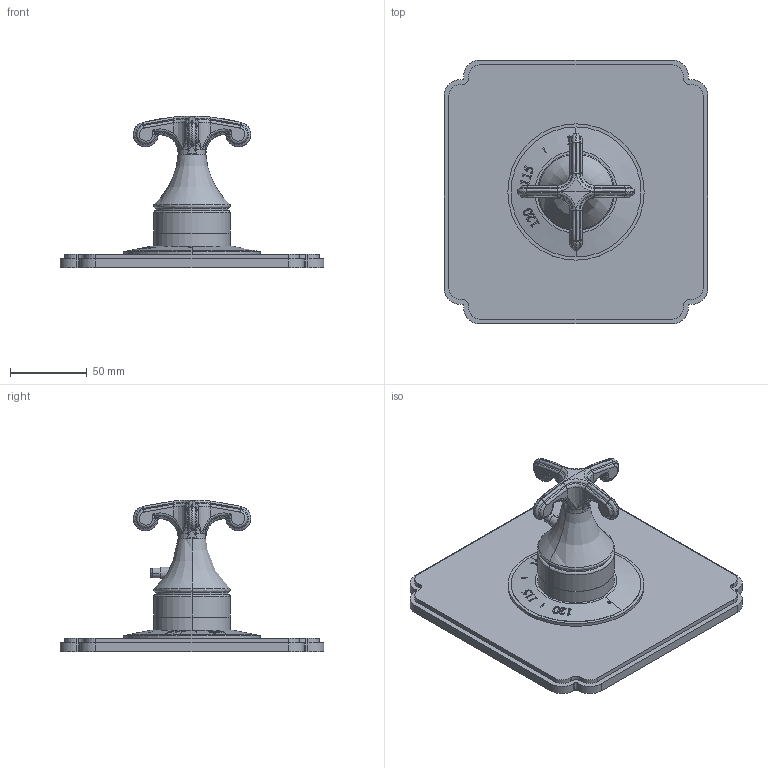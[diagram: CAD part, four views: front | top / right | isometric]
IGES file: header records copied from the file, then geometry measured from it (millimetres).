
Start section:  PTC IGES file: 3-2524ts.igs
Global section: file name: 3-2524ts.igs; native system: Creo Parametric by PTC Inc.; preprocessor: 2018400; author: jinson.thomas; organization: Unknown; date: 20201204.120349; units: inch
Bounding box: 171.45 x 171.45 x 98.5 mm (x, y, z)
Volume: 360690.7 mm3; surface area: 75233.9 mm2
Topology: 1 solids, 1 shells, 464 faces, 1147 edges, 697 vertices
Faces by surface type: bspline 262, revolution 111, extrusion 91
